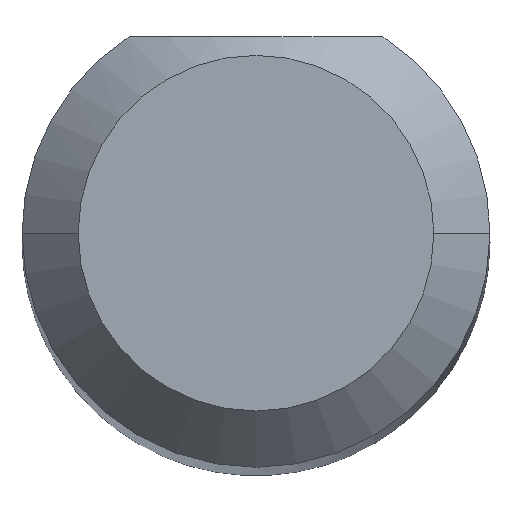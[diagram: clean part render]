
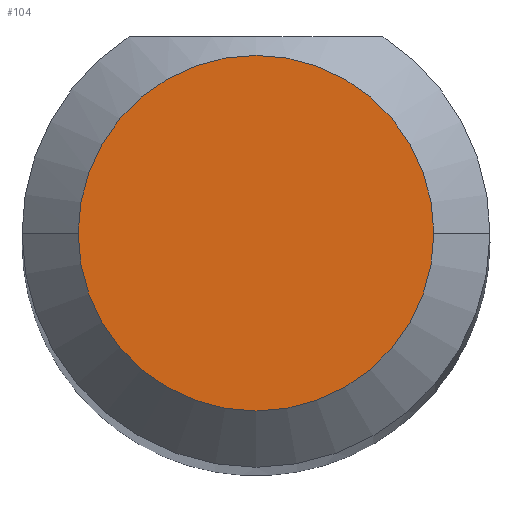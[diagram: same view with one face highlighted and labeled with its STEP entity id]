
A CAD part, top view. The second image highlights one B-rep face of the part: STEP entity #104.
In plain terms, the highlighted planar face has unit normal (0, 0, 1).
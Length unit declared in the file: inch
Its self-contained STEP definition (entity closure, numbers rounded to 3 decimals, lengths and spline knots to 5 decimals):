
#31 = DIRECTION ( 'NONE',  ( 0., 0., 1. ) ) ;
#104 = ADVANCED_FACE ( 'NONE', ( #407 ), #445, .T. ) ;
#148 = CARTESIAN_POINT ( 'NONE',  ( 0.0475, 0., 1.5 ) ) ;
#155 = AXIS2_PLACEMENT_3D ( 'NONE', #207, #622, #360 ) ;
#156 = DIRECTION ( 'NONE',  ( 1., 0., 0. ) ) ;
#162 = ORIENTED_EDGE ( 'NONE', *, *, #569, .T. ) ;
#193 = EDGE_CURVE ( 'NONE', #494, #465, #199, .T. ) ;
#199 = CIRCLE ( 'NONE', #511, 0.0475 ) ;
#207 = CARTESIAN_POINT ( 'NONE',  ( 0., 0., 1.5 ) ) ;
#219 = ORIENTED_EDGE ( 'NONE', *, *, #193, .T. ) ;
#304 = AXIS2_PLACEMENT_3D ( 'NONE', #390, #31, #600 ) ;
#321 = EDGE_LOOP ( 'NONE', ( #162, #219 ) ) ;
#360 = DIRECTION ( 'NONE',  ( 1., 0., 0. ) ) ;
#390 = CARTESIAN_POINT ( 'NONE',  ( 0., 0., 1.5 ) ) ;
#407 = FACE_OUTER_BOUND ( 'NONE', #321, .T. ) ;
#445 = PLANE ( 'NONE',  #304 ) ;
#465 = VERTEX_POINT ( 'NONE', #623 ) ;
#494 = VERTEX_POINT ( 'NONE', #148 ) ;
#511 = AXIS2_PLACEMENT_3D ( 'NONE', #646, #624, #156 ) ;
#569 = EDGE_CURVE ( 'NONE', #465, #494, #619, .T. ) ;
#600 = DIRECTION ( 'NONE',  ( 1., 0., 0. ) ) ;
#619 = CIRCLE ( 'NONE', #155, 0.0475 ) ;
#622 = DIRECTION ( 'NONE',  ( 0., 0., 1. ) ) ;
#623 = CARTESIAN_POINT ( 'NONE',  ( -0.0475, 0., 1.5 ) ) ;
#624 = DIRECTION ( 'NONE',  ( 0., 0., 1. ) ) ;
#646 = CARTESIAN_POINT ( 'NONE',  ( 0., 0., 1.5 ) ) ;
